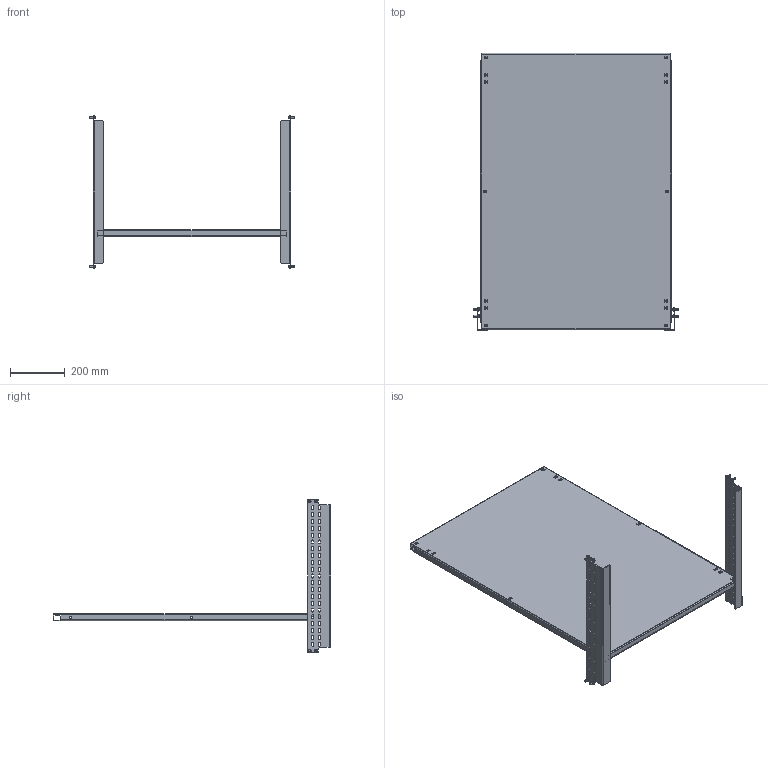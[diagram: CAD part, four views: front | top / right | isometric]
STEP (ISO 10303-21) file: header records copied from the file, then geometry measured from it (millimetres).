
FILE_DESCRIPTION (( 'STEP AP214' ), '1' );
FILE_NAME ('MP9M800 Ïàíåëü ìîíòàæíàÿ.step', '2020-11-05T18:21:04', ( '' ), ( '' ), 'SwSTEP 2.0', 'SolidWorks 2019', '' );
FILE_SCHEMA (( 'AUTOMOTIVE_DESIGN' ));
Length unit declared in the file: millimetre
Products named in the file (30): Ãàéêà êëåòåâàÿ Ì6_3À; AVT001.08.00.02 ﾍ瑜粱; AVT001.08.00.07 Ïàíåëü ìîíòàæíàÿ_èçâ0034_05.19; Âèíò ñàìîíàðåçàþùèé Ì6 DIN 7516À_6å16; Âèíò ñàìîíàðåçàþùèé Ì6 DIN 7516À; AVT001.08.00.02 ﾍ瑜粱_00; MP9M800 Ïàíåëü ìîíòàæíàÿ; AVT001.08.00.07 Ïàíåëü ìîíòàæíàÿ_èçâ0034_05.19_00
Assembly tree (25 placements, depth 2):
  Ãàéêà êëåòåâàÿ Ì6_3À
  Ãàéêà êëåòåâàÿ Ì6_3À
  AVT001.08.00.02 ﾍ瑜粱
  Ãàéêà êëåòåâàÿ Ì6_3À
  AVT001.08.00.07 Ïàíåëü ìîíòàæíàÿ_èçâ0034_05.19
Bounding box: 752 x 1018 x 560 mm (x, y, z)
Volume: 2060610.1 mm3; surface area: 1975336.4 mm2
Topology: 25 solids, 25 shells, 1482 faces, 4040 edges, 2616 vertices
Faces by surface type: plane 938, cylinder 528, sphere 16
Entity records: 13937 total; most frequent: CARTESIAN_POINT 2394, DIRECTION 2274, ORIENTED_EDGE 2272, EDGE_CURVE 1136, LINE 826, VECTOR 826, VERTEX_POINT 732, AXIS2_PLACEMENT_3D 724
